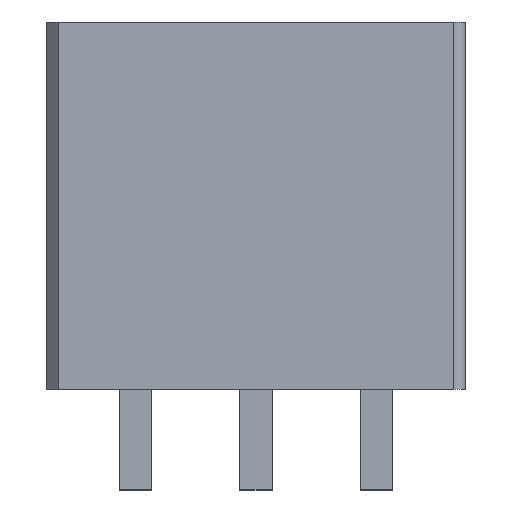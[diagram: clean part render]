
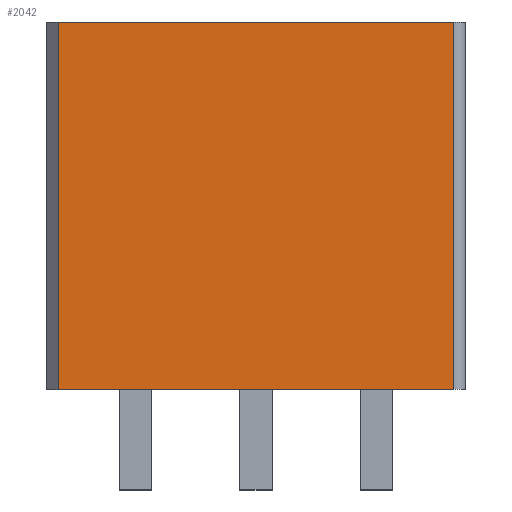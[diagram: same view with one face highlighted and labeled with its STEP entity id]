
A CAD part, top view. The second image highlights one B-rep face of the part: STEP entity #2042.
In plain terms, the highlighted planar face has unit normal (0, 0, 1).
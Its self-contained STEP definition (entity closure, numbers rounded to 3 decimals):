
#9=DIRECTION('',(0.,-1.,0.));
#10=VECTOR('',#9,12.8);
#11=CARTESIAN_POINT('',(-6.9,12.8,4.8));
#12=LINE('',#11,#10);
#50=DIRECTION('',(1.,0.,0.));
#51=VECTOR('',#50,13.8);
#52=CARTESIAN_POINT('',(-6.9,0.,4.8));
#53=LINE('',#52,#51);
#174=DIRECTION('',(0.,-1.,0.));
#175=VECTOR('',#174,12.8);
#176=CARTESIAN_POINT('',(6.9,12.8,4.8));
#177=LINE('',#176,#175);
#379=DIRECTION('',(1.,0.,0.));
#380=VECTOR('',#379,13.8);
#381=CARTESIAN_POINT('',(-6.9,12.8,4.8));
#382=LINE('',#381,#380);
#1259=CARTESIAN_POINT('',(-6.9,12.8,4.8));
#1260=CARTESIAN_POINT('',(-6.9,0.,4.8));
#1261=VERTEX_POINT('',#1259);
#1262=VERTEX_POINT('',#1260);
#1267=CARTESIAN_POINT('',(6.9,12.8,4.8));
#1268=CARTESIAN_POINT('',(6.9,0.,4.8));
#1269=VERTEX_POINT('',#1267);
#1270=VERTEX_POINT('',#1268);
#2031=CARTESIAN_POINT('',(-6.9,12.8,4.8));
#2032=DIRECTION('',(0.,0.,1.));
#2033=DIRECTION('',(0.,-1.,0.));
#2034=AXIS2_PLACEMENT_3D('',#2031,#2032,#2033);
#2035=PLANE('',#2034);
#2036=ORIENTED_EDGE('',*,*,#1680,.F.);
#2037=ORIENTED_EDGE('',*,*,#1858,.T.);
#2038=ORIENTED_EDGE('',*,*,#1826,.T.);
#2039=ORIENTED_EDGE('',*,*,#1738,.F.);
#2040=EDGE_LOOP('',(#2036,#2037,#2038,#2039));
#2041=FACE_OUTER_BOUND('',#2040,.F.);
#2042=ADVANCED_FACE('',(#2041),#2035,.T.);
#1680=EDGE_CURVE('',#1261,#1262,#12,.T.);
#1738=EDGE_CURVE('',#1262,#1270,#53,.T.);
#1826=EDGE_CURVE('',#1269,#1270,#177,.T.);
#1858=EDGE_CURVE('',#1261,#1269,#382,.T.);
